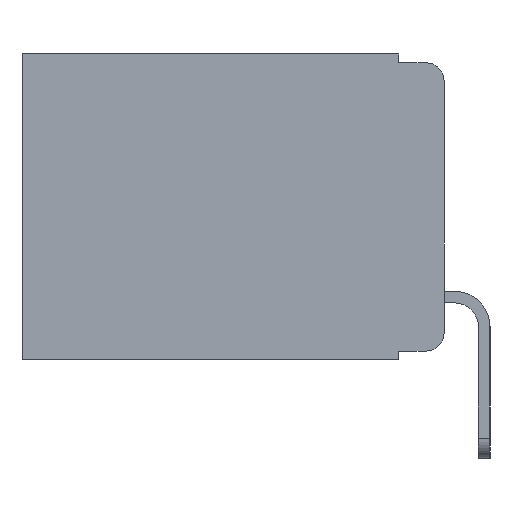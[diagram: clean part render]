
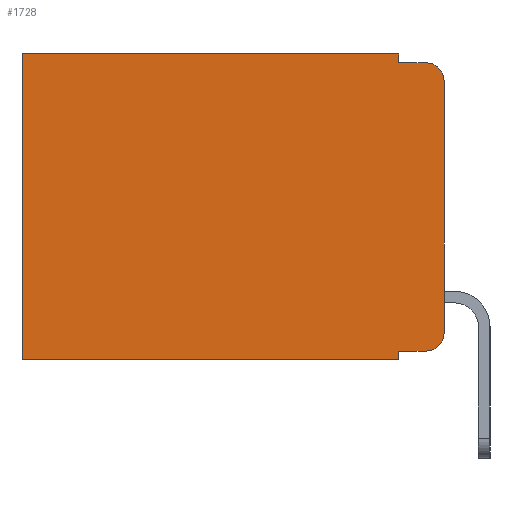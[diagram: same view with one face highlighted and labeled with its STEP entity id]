
A CAD part, left-side view. The second image highlights one B-rep face of the part: STEP entity #1728.
In plain terms, the highlighted planar face has unit normal (-1, 0, 0).
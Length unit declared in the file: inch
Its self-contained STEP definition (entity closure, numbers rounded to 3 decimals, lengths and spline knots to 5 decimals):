
#71 = LINE ( 'NONE', #8166, #2360 ) ;
#105 = CARTESIAN_POINT ( 'NONE',  ( 0.298, 0.051, -0.01 ) ) ;
#157 = EDGE_CURVE ( 'NONE', #10632, #2528, #6679, .T. ) ;
#219 = CARTESIAN_POINT ( 'NONE',  ( 0.298, 0.051, -0.343 ) ) ;
#346 = DIRECTION ( 'NONE',  ( 0., 0., -1. ) ) ;
#570 = CARTESIAN_POINT ( 'NONE',  ( 0.298, 0.02, -0.01 ) ) ;
#852 = CIRCLE ( 'NONE', #9622, 0.02 ) ;
#880 = ORIENTED_EDGE ( 'NONE', *, *, #7977, .T. ) ;
#934 = ORIENTED_EDGE ( 'NONE', *, *, #157, .T. ) ;
#1042 = DIRECTION ( 'NONE',  ( 0., -1., 0. ) ) ;
#1282 = DIRECTION ( 'NONE',  ( 0., 0., -1. ) ) ;
#1728 = ADVANCED_FACE ( 'NONE', ( #9357 ), #11892, .F. ) ;
#1802 = DIRECTION ( 'NONE',  ( 0., 0., -1. ) ) ;
#1977 = VERTEX_POINT ( 'NONE', #6024 ) ;
#2033 = ORIENTED_EDGE ( 'NONE', *, *, #3600, .F. ) ;
#2189 = ORIENTED_EDGE ( 'NONE', *, *, #11204, .T. ) ;
#2200 = CARTESIAN_POINT ( 'NONE',  ( 0.298, 0.051, -0.01 ) ) ;
#2207 = VERTEX_POINT ( 'NONE', #5634 ) ;
#2360 = VECTOR ( 'NONE', #9102, 39.37008 ) ;
#2528 = VERTEX_POINT ( 'NONE', #5247 ) ;
#2576 = VECTOR ( 'NONE', #1042, 39.37008 ) ;
#2974 = ORIENTED_EDGE ( 'NONE', *, *, #3812, .F. ) ;
#3331 = VECTOR ( 'NONE', #3565, 39.37008 ) ;
#3340 = VECTOR ( 'NONE', #346, 39.37008 ) ;
#3437 = VERTEX_POINT ( 'NONE', #4473 ) ;
#3565 = DIRECTION ( 'NONE',  ( 0., 0., -1. ) ) ;
#3600 = EDGE_CURVE ( 'NONE', #4352, #9856, #6765, .T. ) ;
#3812 = EDGE_CURVE ( 'NONE', #10632, #8839, #3818, .T. ) ;
#3818 = LINE ( 'NONE', #7054, #6345 ) ;
#4046 = EDGE_LOOP ( 'NONE', ( #9799, #880, #7940, #2974, #934, #9530, #10919, #2033, #2189, #5613 ) ) ;
#4352 = VERTEX_POINT ( 'NONE', #11908 ) ;
#4358 = CARTESIAN_POINT ( 'NONE',  ( 0.298, 0.473, -0.343 ) ) ;
#4365 = EDGE_CURVE ( 'NONE', #9856, #5914, #6903, .T. ) ;
#4473 = CARTESIAN_POINT ( 'NONE',  ( 0.298, 0.02, -0.333 ) ) ;
#4546 = VECTOR ( 'NONE', #6526, 39.37008 ) ;
#4694 = EDGE_CURVE ( 'NONE', #2528, #5914, #5665, .T. ) ;
#4849 = DIRECTION ( 'NONE',  ( -1., 0., 0. ) ) ;
#5004 = CARTESIAN_POINT ( 'NONE',  ( 0.298, 0.051, 0. ) ) ;
#5247 = CARTESIAN_POINT ( 'NONE',  ( 0.298, 0.473, 0. ) ) ;
#5371 = AXIS2_PLACEMENT_3D ( 'NONE', #11727, #11853, #11183 ) ;
#5404 = VERTEX_POINT ( 'NONE', #570 ) ;
#5613 = ORIENTED_EDGE ( 'NONE', *, *, #10310, .T. ) ;
#5634 = CARTESIAN_POINT ( 'NONE',  ( 0.298, 0., -0.03 ) ) ;
#5665 = LINE ( 'NONE', #6213, #3340 ) ;
#5830 = DIRECTION ( 'NONE',  ( -1., 0., 0. ) ) ;
#5914 = VERTEX_POINT ( 'NONE', #4358 ) ;
#6024 = CARTESIAN_POINT ( 'NONE',  ( 0.298, 0., -0.313 ) ) ;
#6213 = CARTESIAN_POINT ( 'NONE',  ( 0.298, 0.473, 0. ) ) ;
#6345 = VECTOR ( 'NONE', #1282, 39.37008 ) ;
#6526 = DIRECTION ( 'NONE',  ( 0., 1., 0. ) ) ;
#6679 = LINE ( 'NONE', #11673, #4546 ) ;
#6765 = LINE ( 'NONE', #5004, #8273 ) ;
#6903 = LINE ( 'NONE', #10167, #8998 ) ;
#7054 = CARTESIAN_POINT ( 'NONE',  ( 0.298, 0.051, 0. ) ) ;
#7402 = EDGE_CURVE ( 'NONE', #8839, #5404, #10013, .T. ) ;
#7940 = ORIENTED_EDGE ( 'NONE', *, *, #7402, .F. ) ;
#7977 = EDGE_CURVE ( 'NONE', #2207, #5404, #852, .T. ) ;
#8120 = CARTESIAN_POINT ( 'NONE',  ( 0.298, 0., 0. ) ) ;
#8166 = CARTESIAN_POINT ( 'NONE',  ( 0.298, 0.051, -0.333 ) ) ;
#8260 = LINE ( 'NONE', #8120, #3331 ) ;
#8273 = VECTOR ( 'NONE', #1802, 39.37008 ) ;
#8490 = AXIS2_PLACEMENT_3D ( 'NONE', #10234, #4849, #11137 ) ;
#8820 = CIRCLE ( 'NONE', #8490, 0.02 ) ;
#8839 = VERTEX_POINT ( 'NONE', #2200 ) ;
#8998 = VECTOR ( 'NONE', #11950, 39.37008 ) ;
#9102 = DIRECTION ( 'NONE',  ( 0., -1., 0. ) ) ;
#9214 = EDGE_CURVE ( 'NONE', #2207, #1977, #8260, .T. ) ;
#9357 = FACE_OUTER_BOUND ( 'NONE', #4046, .T. ) ;
#9530 = ORIENTED_EDGE ( 'NONE', *, *, #4694, .T. ) ;
#9622 = AXIS2_PLACEMENT_3D ( 'NONE', #11174, #5830, #12041 ) ;
#9673 = CARTESIAN_POINT ( 'NONE',  ( 0.298, 0.051, 0. ) ) ;
#9799 = ORIENTED_EDGE ( 'NONE', *, *, #9214, .F. ) ;
#9856 = VERTEX_POINT ( 'NONE', #219 ) ;
#10013 = LINE ( 'NONE', #105, #2576 ) ;
#10167 = CARTESIAN_POINT ( 'NONE',  ( 0.298, 0., -0.343 ) ) ;
#10234 = CARTESIAN_POINT ( 'NONE',  ( 0.298, 0.02, -0.313 ) ) ;
#10310 = EDGE_CURVE ( 'NONE', #3437, #1977, #8820, .T. ) ;
#10632 = VERTEX_POINT ( 'NONE', #9673 ) ;
#10919 = ORIENTED_EDGE ( 'NONE', *, *, #4365, .F. ) ;
#11137 = DIRECTION ( 'NONE',  ( 0., 0., -1. ) ) ;
#11174 = CARTESIAN_POINT ( 'NONE',  ( 0.298, 0.02, -0.03 ) ) ;
#11183 = DIRECTION ( 'NONE',  ( 0., 0., -1. ) ) ;
#11204 = EDGE_CURVE ( 'NONE', #4352, #3437, #71, .T. ) ;
#11673 = CARTESIAN_POINT ( 'NONE',  ( 0.298, 0., 0. ) ) ;
#11727 = CARTESIAN_POINT ( 'NONE',  ( 0.298, 0., 0. ) ) ;
#11853 = DIRECTION ( 'NONE',  ( 1., 0., 0. ) ) ;
#11892 = PLANE ( 'NONE',  #5371 ) ;
#11908 = CARTESIAN_POINT ( 'NONE',  ( 0.298, 0.051, -0.333 ) ) ;
#11950 = DIRECTION ( 'NONE',  ( 0., 1., 0. ) ) ;
#12041 = DIRECTION ( 'NONE',  ( 0., 0., -1. ) ) ;
